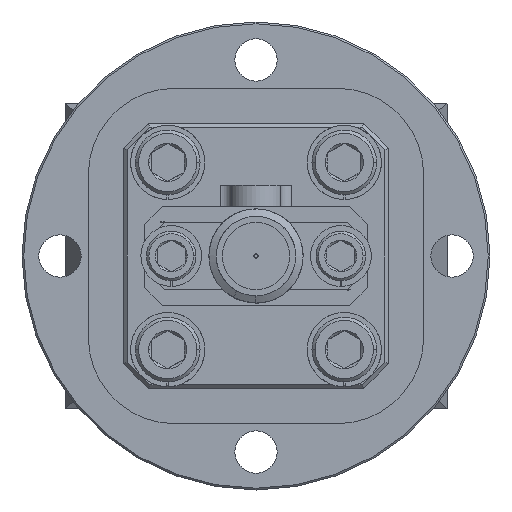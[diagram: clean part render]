
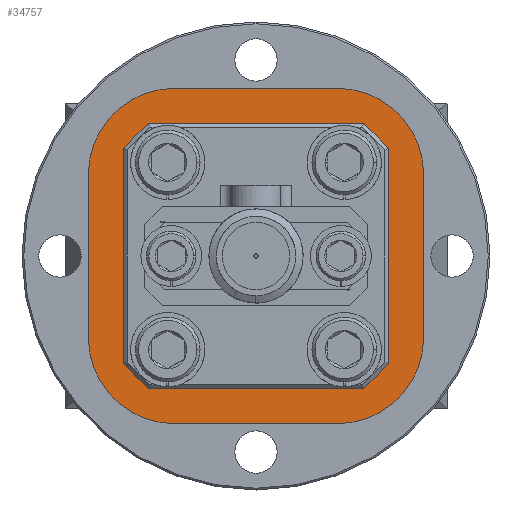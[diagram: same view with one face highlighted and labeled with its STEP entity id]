
A CAD part, front view. The second image highlights one B-rep face of the part: STEP entity #34757.
In plain terms, the highlighted planar face has unit normal (0, -1, 0).
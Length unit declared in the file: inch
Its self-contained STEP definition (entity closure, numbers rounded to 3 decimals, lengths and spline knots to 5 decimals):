
#132 = ORIENTED_EDGE ( 'NONE', *, *, #27489, .F. ) ;
#559 = DIRECTION ( 'NONE',  ( 0., 0., 1. ) ) ;
#742 = DIRECTION ( 'NONE',  ( 0., -1., 0. ) ) ;
#797 = CARTESIAN_POINT ( 'NONE',  ( -0.229, 0.423, -0.475 ) ) ;
#1533 = LINE ( 'NONE', #21844, #2212 ) ;
#1621 = VERTEX_POINT ( 'NONE', #16299 ) ;
#1828 = CARTESIAN_POINT ( 'NONE',  ( 0.375, 0.423, -0.229 ) ) ;
#2212 = VECTOR ( 'NONE', #33546, 39.37008 ) ;
#2353 = DIRECTION ( 'NONE',  ( 0., 0., 1. ) ) ;
#2452 = EDGE_CURVE ( 'NONE', #5208, #1621, #5227, .T. ) ;
#2501 = DIRECTION ( 'NONE',  ( 0., -1., 0. ) ) ;
#2527 = AXIS2_PLACEMENT_3D ( 'NONE', #17157, #2531, #17353 ) ;
#2531 = DIRECTION ( 'NONE',  ( 0., -1., 0. ) ) ;
#2578 = EDGE_CURVE ( 'NONE', #16184, #5208, #6190, .T. ) ;
#3765 = VERTEX_POINT ( 'NONE', #5908 ) ;
#3779 = CARTESIAN_POINT ( 'NONE',  ( 0.375, 0.423, 0.229 ) ) ;
#3870 = ORIENTED_EDGE ( 'NONE', *, *, #2578, .T. ) ;
#4375 = CIRCLE ( 'NONE', #7431, 0.246 ) ;
#4508 = PLANE ( 'NONE',  #17069 ) ;
#5023 = DIRECTION ( 'NONE',  ( 0., 0., -1. ) ) ;
#5208 = VERTEX_POINT ( 'NONE', #30391 ) ;
#5226 = DIRECTION ( 'NONE',  ( 0., 0., 1. ) ) ;
#5227 = LINE ( 'NONE', #37099, #29311 ) ;
#5309 = CARTESIAN_POINT ( 'NONE',  ( -0.229, 0.423, 0.229 ) ) ;
#5423 = EDGE_CURVE ( 'NONE', #24314, #28871, #9102, .T. ) ;
#5437 = ORIENTED_EDGE ( 'NONE', *, *, #21993, .F. ) ;
#5677 = DIRECTION ( 'NONE',  ( 0., 0., -1. ) ) ;
#5794 = CIRCLE ( 'NONE', #13112, 0.146 ) ;
#5908 = CARTESIAN_POINT ( 'NONE',  ( -0.229, 0.423, -0.375 ) ) ;
#5991 = LINE ( 'NONE', #20462, #15116 ) ;
#6190 = CIRCLE ( 'NONE', #12882, 0.246 ) ;
#6537 = AXIS2_PLACEMENT_3D ( 'NONE', #17021, #28446, #5023 ) ;
#6657 = EDGE_CURVE ( 'NONE', #33428, #31585, #1533, .T. ) ;
#6985 = ORIENTED_EDGE ( 'NONE', *, *, #20076, .T. ) ;
#7431 = AXIS2_PLACEMENT_3D ( 'NONE', #24968, #19473, #2353 ) ;
#7569 = DIRECTION ( 'NONE',  ( 1., 0., 0. ) ) ;
#7699 = CARTESIAN_POINT ( 'NONE',  ( 0.229, 0.423, -0.375 ) ) ;
#7919 = DIRECTION ( 'NONE',  ( 0., 0., -1. ) ) ;
#8106 = CARTESIAN_POINT ( 'NONE',  ( 0.229, 0.423, -0.229 ) ) ;
#8180 = DIRECTION ( 'NONE',  ( 0., 0., -1. ) ) ;
#8814 = ORIENTED_EDGE ( 'NONE', *, *, #6657, .F. ) ;
#8924 = CARTESIAN_POINT ( 'NONE',  ( -0.375, 0.423, -0.229 ) ) ;
#9102 = LINE ( 'NONE', #8924, #25505 ) ;
#9570 = ORIENTED_EDGE ( 'NONE', *, *, #33309, .T. ) ;
#10308 = CARTESIAN_POINT ( 'NONE',  ( -0.475, 0.423, -0.229 ) ) ;
#10879 = CARTESIAN_POINT ( 'NONE',  ( 0.229, 0.423, -0.475 ) ) ;
#11025 = CARTESIAN_POINT ( 'NONE',  ( 0.229, 0.423, 0.229 ) ) ;
#11218 = DIRECTION ( 'NONE',  ( 0., 0., -1. ) ) ;
#11592 = EDGE_CURVE ( 'NONE', #27149, #34626, #33830, .T. ) ;
#11781 = DIRECTION ( 'NONE',  ( 0., 0., -1. ) ) ;
#12143 = LINE ( 'NONE', #17698, #14912 ) ;
#12882 = AXIS2_PLACEMENT_3D ( 'NONE', #8106, #16111, #7919 ) ;
#12963 = DIRECTION ( 'NONE',  ( 0., 0., -1. ) ) ;
#13057 = ORIENTED_EDGE ( 'NONE', *, *, #5423, .F. ) ;
#13112 = AXIS2_PLACEMENT_3D ( 'NONE', #17888, #742, #559 ) ;
#13157 = CARTESIAN_POINT ( 'NONE',  ( 0.229, 0.423, 0.229 ) ) ;
#13433 = VECTOR ( 'NONE', #5226, 39.37008 ) ;
#14402 = VERTEX_POINT ( 'NONE', #7699 ) ;
#14441 = CIRCLE ( 'NONE', #35759, 0.146 ) ;
#14912 = VECTOR ( 'NONE', #11781, 39.37008 ) ;
#15004 = EDGE_CURVE ( 'NONE', #37512, #16184, #37035, .T. ) ;
#15116 = VECTOR ( 'NONE', #23873, 39.37008 ) ;
#15224 = CIRCLE ( 'NONE', #2527, 0.246 ) ;
#16111 = DIRECTION ( 'NONE',  ( 0., -1., 0. ) ) ;
#16184 = VERTEX_POINT ( 'NONE', #20347 ) ;
#16299 = CARTESIAN_POINT ( 'NONE',  ( 0.475, 0.423, 0.229 ) ) ;
#16571 = CARTESIAN_POINT ( 'NONE',  ( -0.229, 0.423, 0.375 ) ) ;
#16774 = EDGE_CURVE ( 'NONE', #14402, #27149, #33331, .T. ) ;
#17021 = CARTESIAN_POINT ( 'NONE',  ( 0.229, 0.423, -0.229 ) ) ;
#17069 = AXIS2_PLACEMENT_3D ( 'NONE', #27746, #24867, #36752 ) ;
#17157 = CARTESIAN_POINT ( 'NONE',  ( -0.229, 0.423, 0.229 ) ) ;
#17353 = DIRECTION ( 'NONE',  ( 0., 0., -1. ) ) ;
#17698 = CARTESIAN_POINT ( 'NONE',  ( -0.475, 0.423, -0.229 ) ) ;
#17843 = ORIENTED_EDGE ( 'NONE', *, *, #11592, .F. ) ;
#17888 = CARTESIAN_POINT ( 'NONE',  ( -0.229, 0.423, -0.229 ) ) ;
#18012 = ORIENTED_EDGE ( 'NONE', *, *, #24177, .F. ) ;
#18895 = DIRECTION ( 'NONE',  ( 0., -1., 0. ) ) ;
#19109 = CIRCLE ( 'NONE', #31270, 0.146 ) ;
#19473 = DIRECTION ( 'NONE',  ( 0., -1., 0. ) ) ;
#19799 = CARTESIAN_POINT ( 'NONE',  ( -0.375, 0.423, 0.229 ) ) ;
#20009 = VERTEX_POINT ( 'NONE', #10308 ) ;
#20076 = EDGE_CURVE ( 'NONE', #29533, #32549, #15224, .T. ) ;
#20280 = EDGE_LOOP ( 'NONE', ( #20721, #28157, #3870, #37524, #9570, #25846, #6985, #33550 ) ) ;
#20347 = CARTESIAN_POINT ( 'NONE',  ( 0.229, 0.423, -0.475 ) ) ;
#20462 = CARTESIAN_POINT ( 'NONE',  ( 0.229, 0.423, 0.475 ) ) ;
#20567 = AXIS2_PLACEMENT_3D ( 'NONE', #13157, #18895, #12963 ) ;
#20721 = ORIENTED_EDGE ( 'NONE', *, *, #23149, .T. ) ;
#20728 = EDGE_LOOP ( 'NONE', ( #21354, #13057, #132, #8814, #18012, #17843, #33161, #5437 ) ) ;
#21311 = VECTOR ( 'NONE', #7569, 39.37008 ) ;
#21354 = ORIENTED_EDGE ( 'NONE', *, *, #26116, .F. ) ;
#21404 = CARTESIAN_POINT ( 'NONE',  ( 0.375, 0.423, -0.229 ) ) ;
#21844 = CARTESIAN_POINT ( 'NONE',  ( 0.229, 0.423, 0.375 ) ) ;
#21993 = EDGE_CURVE ( 'NONE', #3765, #14402, #30426, .T. ) ;
#23149 = EDGE_CURVE ( 'NONE', #20009, #37512, #4375, .T. ) ;
#23171 = DIRECTION ( 'NONE',  ( 0., -1., 0. ) ) ;
#23873 = DIRECTION ( 'NONE',  ( -1., 0., 0. ) ) ;
#23959 = CARTESIAN_POINT ( 'NONE',  ( -0.475, 0.423, 0.229 ) ) ;
#24177 = EDGE_CURVE ( 'NONE', #34626, #33428, #19109, .T. ) ;
#24314 = VERTEX_POINT ( 'NONE', #19799 ) ;
#24867 = DIRECTION ( 'NONE',  ( 0., 1., 0. ) ) ;
#24968 = CARTESIAN_POINT ( 'NONE',  ( -0.229, 0.423, -0.229 ) ) ;
#25505 = VECTOR ( 'NONE', #11218, 39.37008 ) ;
#25846 = ORIENTED_EDGE ( 'NONE', *, *, #33611, .T. ) ;
#26116 = EDGE_CURVE ( 'NONE', #28871, #3765, #5794, .T. ) ;
#26512 = CARTESIAN_POINT ( 'NONE',  ( 0.229, 0.423, 0.475 ) ) ;
#27149 = VERTEX_POINT ( 'NONE', #21404 ) ;
#27489 = EDGE_CURVE ( 'NONE', #31585, #24314, #14441, .T. ) ;
#27746 = CARTESIAN_POINT ( 'NONE',  ( -0.229, 0.423, -0.229 ) ) ;
#28157 = ORIENTED_EDGE ( 'NONE', *, *, #15004, .T. ) ;
#28264 = DIRECTION ( 'NONE',  ( 0., 0., 1. ) ) ;
#28299 = FACE_BOUND ( 'NONE', #20728, .T. ) ;
#28446 = DIRECTION ( 'NONE',  ( 0., -1., 0. ) ) ;
#28871 = VERTEX_POINT ( 'NONE', #34228 ) ;
#29151 = VERTEX_POINT ( 'NONE', #26512 ) ;
#29311 = VECTOR ( 'NONE', #28264, 39.37008 ) ;
#29533 = VERTEX_POINT ( 'NONE', #30620 ) ;
#30391 = CARTESIAN_POINT ( 'NONE',  ( 0.475, 0.423, -0.229 ) ) ;
#30426 = LINE ( 'NONE', #33675, #21311 ) ;
#30620 = CARTESIAN_POINT ( 'NONE',  ( -0.229, 0.423, 0.475 ) ) ;
#30801 = FACE_OUTER_BOUND ( 'NONE', #20280, .T. ) ;
#31270 = AXIS2_PLACEMENT_3D ( 'NONE', #11025, #2501, #8180 ) ;
#31585 = VERTEX_POINT ( 'NONE', #16571 ) ;
#32542 = VECTOR ( 'NONE', #37405, 39.37008 ) ;
#32549 = VERTEX_POINT ( 'NONE', #23959 ) ;
#33161 = ORIENTED_EDGE ( 'NONE', *, *, #16774, .F. ) ;
#33309 = EDGE_CURVE ( 'NONE', #1621, #29151, #36436, .T. ) ;
#33331 = CIRCLE ( 'NONE', #6537, 0.146 ) ;
#33332 = CARTESIAN_POINT ( 'NONE',  ( 0.229, 0.423, 0.375 ) ) ;
#33428 = VERTEX_POINT ( 'NONE', #33332 ) ;
#33546 = DIRECTION ( 'NONE',  ( -1., 0., 0. ) ) ;
#33550 = ORIENTED_EDGE ( 'NONE', *, *, #35470, .T. ) ;
#33611 = EDGE_CURVE ( 'NONE', #29151, #29533, #5991, .T. ) ;
#33675 = CARTESIAN_POINT ( 'NONE',  ( 0.229, 0.423, -0.375 ) ) ;
#33830 = LINE ( 'NONE', #1828, #13433 ) ;
#34228 = CARTESIAN_POINT ( 'NONE',  ( -0.375, 0.423, -0.229 ) ) ;
#34626 = VERTEX_POINT ( 'NONE', #3779 ) ;
#34757 = ADVANCED_FACE ( 'NONE', ( #28299, #30801 ), #4508, .F. ) ;
#35470 = EDGE_CURVE ( 'NONE', #32549, #20009, #12143, .T. ) ;
#35759 = AXIS2_PLACEMENT_3D ( 'NONE', #5309, #23171, #5677 ) ;
#36436 = CIRCLE ( 'NONE', #20567, 0.246 ) ;
#36752 = DIRECTION ( 'NONE',  ( 0., 0., 1. ) ) ;
#37035 = LINE ( 'NONE', #10879, #32542 ) ;
#37099 = CARTESIAN_POINT ( 'NONE',  ( 0.475, 0.423, -0.229 ) ) ;
#37405 = DIRECTION ( 'NONE',  ( 1., 0., 0. ) ) ;
#37512 = VERTEX_POINT ( 'NONE', #797 ) ;
#37524 = ORIENTED_EDGE ( 'NONE', *, *, #2452, .T. ) ;
